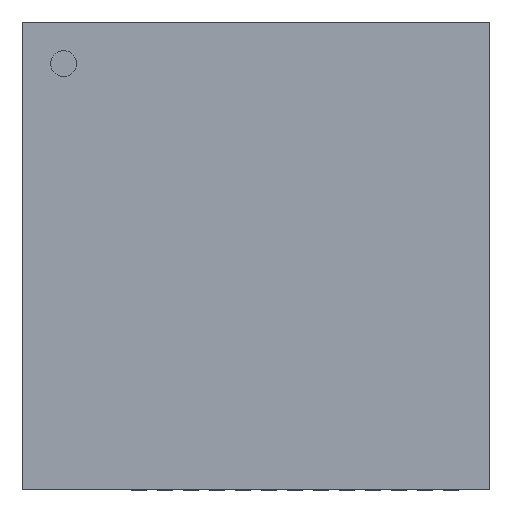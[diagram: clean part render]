
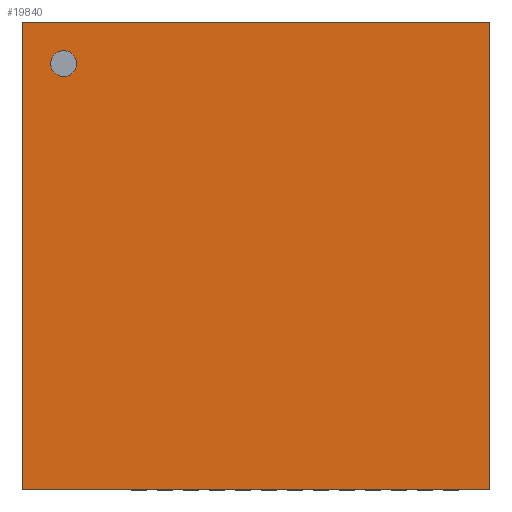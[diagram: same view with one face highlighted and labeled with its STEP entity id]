
A CAD part, top view. The second image highlights one B-rep face of the part: STEP entity #19840.
In plain terms, the highlighted planar face has unit normal (0, 0, 1).
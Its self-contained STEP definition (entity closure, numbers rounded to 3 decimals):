
#10694=CARTESIAN_POINT('',(-3.45,3.7,1.0));
#10695=VERTEX_POINT('',#10694);
#10704=CARTESIAN_POINT('',(-3.95,3.7,1.0));
#10705=VERTEX_POINT('',#10704);
#10706=CARTESIAN_POINT('',(-3.7,3.7,1.0));
#10707=DIRECTION('',(0.0,0.0,-1.0));
#10708=DIRECTION('',(1.0,0.0,0.0));
#10709=AXIS2_PLACEMENT_3D('',#10706,#10707,#10708);
#10710=CIRCLE('',#10709,0.25);
#10711=EDGE_CURVE('',#10705,#10695,#10710,.T.);
#19777=CARTESIAN_POINT('',(-3.7,3.7,1.0));
#19778=DIRECTION('',(0.0,0.0,-1.0));
#19779=DIRECTION('',(1.0,0.0,0.0));
#19780=AXIS2_PLACEMENT_3D('',#19777,#19778,#19779);
#19781=CIRCLE('',#19780,0.25);
#19782=EDGE_CURVE('',#10695,#10705,#19781,.T.);
#19797=CARTESIAN_POINT('',(0.0,0.0,1.0));
#19798=DIRECTION('',(0.0,0.0,1.0));
#19799=DIRECTION('',(1.0,0.0,0.0));
#19800=AXIS2_PLACEMENT_3D('',#19797,#19798,#19799);
#19801=PLANE('',#19800);
#19802=CARTESIAN_POINT('',(-4.5,4.5,1.0));
#19803=VERTEX_POINT('',#19802);
#19804=CARTESIAN_POINT('',(4.5,4.5,1.0));
#19805=VERTEX_POINT('',#19804);
#19806=CARTESIAN_POINT('',(-4.5,4.5,1.0));
#19807=DIRECTION('',(1.0,0.0,0.0));
#19808=VECTOR('',#19807,9.0);
#19809=LINE('',#19806,#19808);
#19810=EDGE_CURVE('',#19803,#19805,#19809,.T.);
#19811=ORIENTED_EDGE('',*,*,#19810,.F.);
#19812=CARTESIAN_POINT('',(-4.5,-4.5,1.0));
#19813=VERTEX_POINT('',#19812);
#19814=CARTESIAN_POINT('',(-4.5,-4.5,1.0));
#19815=DIRECTION('',(0.0,1.0,0.0));
#19816=VECTOR('',#19815,9.0);
#19817=LINE('',#19814,#19816);
#19818=EDGE_CURVE('',#19813,#19803,#19817,.T.);
#19819=ORIENTED_EDGE('',*,*,#19818,.F.);
#19820=CARTESIAN_POINT('',(4.5,-4.5,1.0));
#19821=VERTEX_POINT('',#19820);
#19822=CARTESIAN_POINT('',(4.5,-4.5,1.0));
#19823=DIRECTION('',(-1.0,0.0,0.0));
#19824=VECTOR('',#19823,9.0);
#19825=LINE('',#19822,#19824);
#19826=EDGE_CURVE('',#19821,#19813,#19825,.T.);
#19827=ORIENTED_EDGE('',*,*,#19826,.F.);
#19828=CARTESIAN_POINT('',(4.5,4.5,1.0));
#19829=DIRECTION('',(0.0,-1.0,0.0));
#19830=VECTOR('',#19829,9.0);
#19831=LINE('',#19828,#19830);
#19832=EDGE_CURVE('',#19805,#19821,#19831,.T.);
#19833=ORIENTED_EDGE('',*,*,#19832,.F.);
#19834=EDGE_LOOP('',(#19811,#19819,#19827,#19833));
#19835=FACE_OUTER_BOUND('',#19834,.T.);
#19836=ORIENTED_EDGE('',*,*,#19782,.T.);
#19837=ORIENTED_EDGE('',*,*,#10711,.T.);
#19838=EDGE_LOOP('',(#19836,#19837));
#19839=FACE_BOUND('',#19838,.T.);
#19840=ADVANCED_FACE('',(#19835,#19839),#19801,.T.);
